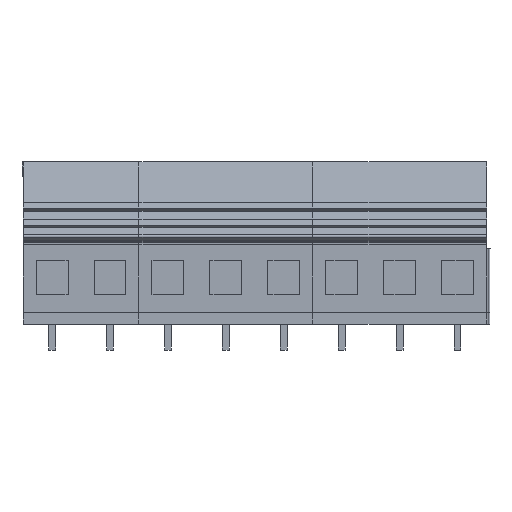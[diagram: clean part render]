
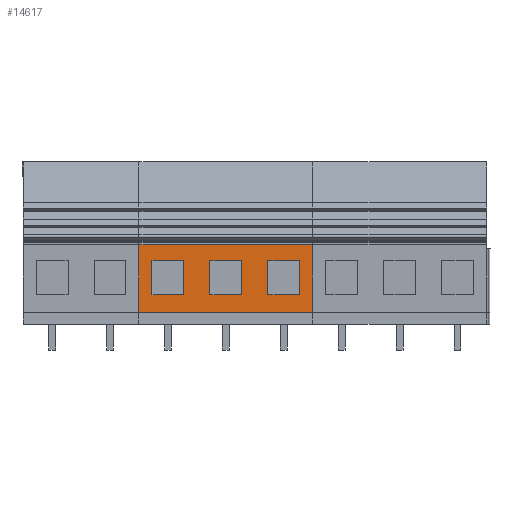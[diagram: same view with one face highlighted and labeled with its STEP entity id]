
A CAD part, front view. The second image highlights one B-rep face of the part: STEP entity #14617.
In plain terms, the highlighted planar face has unit normal (0, -1, 0).
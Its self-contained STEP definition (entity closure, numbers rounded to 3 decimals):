
#14502=AXIS2_PLACEMENT_3D('Plane Axis2P3D',#14499,#14500,#14501) ;
#13128=CARTESIAN_POINT('Vertex',(20.52,0.,6.6)) ;
#13131=CARTESIAN_POINT('Line Origine',(20.52,0.,12.55)) ;
#13135=CARTESIAN_POINT('Vertex',(20.52,0.,18.5)) ;
#13590=CARTESIAN_POINT('Vertex',(51.,0.,18.5)) ;
#13593=CARTESIAN_POINT('Line Origine',(51.,0.,12.55)) ;
#13597=CARTESIAN_POINT('Vertex',(51.,0.,6.6)) ;
#14323=CARTESIAN_POINT('Line Origine',(35.76,0.,6.6)) ;
#14499=CARTESIAN_POINT('Axis2P3D Location',(20.52,0.,6.6)) ;
#14504=CARTESIAN_POINT('Line Origine',(35.76,0.,18.5)) ;
#14515=CARTESIAN_POINT('Line Origine',(28.4,0.,12.7)) ;
#14519=CARTESIAN_POINT('Vertex',(28.4,0.,9.7)) ;
#14521=CARTESIAN_POINT('Vertex',(28.4,0.,15.7)) ;
#14524=CARTESIAN_POINT('Line Origine',(25.6,0.,9.7)) ;
#14528=CARTESIAN_POINT('Vertex',(22.8,0.,9.7)) ;
#14531=CARTESIAN_POINT('Line Origine',(22.8,0.,12.7)) ;
#14535=CARTESIAN_POINT('Vertex',(22.8,0.,15.7)) ;
#14538=CARTESIAN_POINT('Line Origine',(25.6,0.,15.7)) ;
#14549=CARTESIAN_POINT('Line Origine',(35.76,0.,15.7)) ;
#14553=CARTESIAN_POINT('Vertex',(38.56,0.,15.7)) ;
#14555=CARTESIAN_POINT('Vertex',(32.96,0.,15.7)) ;
#14558=CARTESIAN_POINT('Line Origine',(38.56,0.,12.7)) ;
#14562=CARTESIAN_POINT('Vertex',(38.56,0.,9.7)) ;
#14565=CARTESIAN_POINT('Line Origine',(35.76,0.,9.7)) ;
#14569=CARTESIAN_POINT('Vertex',(32.96,0.,9.7)) ;
#14572=CARTESIAN_POINT('Line Origine',(32.96,0.,12.7)) ;
#14583=CARTESIAN_POINT('Line Origine',(45.92,0.,15.7)) ;
#14587=CARTESIAN_POINT('Vertex',(48.72,0.,15.7)) ;
#14589=CARTESIAN_POINT('Vertex',(43.12,0.,15.7)) ;
#14592=CARTESIAN_POINT('Line Origine',(48.72,0.,12.7)) ;
#14596=CARTESIAN_POINT('Vertex',(48.72,0.,9.7)) ;
#14599=CARTESIAN_POINT('Line Origine',(45.92,0.,9.7)) ;
#14603=CARTESIAN_POINT('Vertex',(43.12,0.,9.7)) ;
#14606=CARTESIAN_POINT('Line Origine',(43.12,0.,12.7)) ;
#13132=DIRECTION('Vector Direction',(0.,0.,1.)) ;
#13594=DIRECTION('Vector Direction',(0.,0.,1.)) ;
#14324=DIRECTION('Vector Direction',(1.,0.,0.)) ;
#14500=DIRECTION('Axis2P3D Direction',(0.,1.,0.)) ;
#14501=DIRECTION('Axis2P3D XDirection',(0.,0.,1.)) ;
#14505=DIRECTION('Vector Direction',(1.,0.,0.)) ;
#14516=DIRECTION('Vector Direction',(0.,0.,-1.)) ;
#14525=DIRECTION('Vector Direction',(-1.,0.,0.)) ;
#14532=DIRECTION('Vector Direction',(0.,0.,-1.)) ;
#14539=DIRECTION('Vector Direction',(-1.,0.,0.)) ;
#14550=DIRECTION('Vector Direction',(-1.,0.,0.)) ;
#14559=DIRECTION('Vector Direction',(0.,0.,-1.)) ;
#14566=DIRECTION('Vector Direction',(-1.,0.,0.)) ;
#14573=DIRECTION('Vector Direction',(0.,0.,-1.)) ;
#14584=DIRECTION('Vector Direction',(-1.,0.,0.)) ;
#14593=DIRECTION('Vector Direction',(0.,0.,-1.)) ;
#14600=DIRECTION('Vector Direction',(-1.,0.,0.)) ;
#14607=DIRECTION('Vector Direction',(0.,0.,-1.)) ;
#13133=VECTOR('Line Direction',#13132,1.) ;
#13595=VECTOR('Line Direction',#13594,1.) ;
#14325=VECTOR('Line Direction',#14324,1.) ;
#14506=VECTOR('Line Direction',#14505,1.) ;
#14517=VECTOR('Line Direction',#14516,1.) ;
#14526=VECTOR('Line Direction',#14525,1.) ;
#14533=VECTOR('Line Direction',#14532,1.) ;
#14540=VECTOR('Line Direction',#14539,1.) ;
#14551=VECTOR('Line Direction',#14550,1.) ;
#14560=VECTOR('Line Direction',#14559,1.) ;
#14567=VECTOR('Line Direction',#14566,1.) ;
#14574=VECTOR('Line Direction',#14573,1.) ;
#14585=VECTOR('Line Direction',#14584,1.) ;
#14594=VECTOR('Line Direction',#14593,1.) ;
#14601=VECTOR('Line Direction',#14600,1.) ;
#14608=VECTOR('Line Direction',#14607,1.) ;
#14510=ORIENTED_EDGE('',*,*,#13599,.T.) ;
#14511=ORIENTED_EDGE('',*,*,#14508,.F.) ;
#14512=ORIENTED_EDGE('',*,*,#13137,.F.) ;
#14513=ORIENTED_EDGE('',*,*,#14327,.T.) ;
#14544=ORIENTED_EDGE('',*,*,#14523,.F.) ;
#14545=ORIENTED_EDGE('',*,*,#14530,.F.) ;
#14546=ORIENTED_EDGE('',*,*,#14537,.F.) ;
#14547=ORIENTED_EDGE('',*,*,#14542,.F.) ;
#14578=ORIENTED_EDGE('',*,*,#14557,.F.) ;
#14579=ORIENTED_EDGE('',*,*,#14564,.F.) ;
#14580=ORIENTED_EDGE('',*,*,#14571,.F.) ;
#14581=ORIENTED_EDGE('',*,*,#14576,.F.) ;
#14612=ORIENTED_EDGE('',*,*,#14591,.F.) ;
#14613=ORIENTED_EDGE('',*,*,#14598,.F.) ;
#14614=ORIENTED_EDGE('',*,*,#14605,.F.) ;
#14615=ORIENTED_EDGE('',*,*,#14610,.F.) ;
#14548=FACE_BOUND('',#14543,.T.) ;
#14582=FACE_BOUND('',#14577,.T.) ;
#14616=FACE_BOUND('',#14611,.T.) ;
#14617=ADVANCED_FACE('5 pole',(#14514,#14548,#14582,#14616),#14503,.F.) ;
#13137=EDGE_CURVE('',#13129,#13136,#13134,.T.) ;
#13599=EDGE_CURVE('',#13598,#13591,#13596,.T.) ;
#14327=EDGE_CURVE('',#13129,#13598,#14326,.T.) ;
#14508=EDGE_CURVE('',#13136,#13591,#14507,.T.) ;
#14523=EDGE_CURVE('',#14520,#14522,#14518,.F.) ;
#14530=EDGE_CURVE('',#14529,#14520,#14527,.F.) ;
#14537=EDGE_CURVE('',#14536,#14529,#14534,.T.) ;
#14542=EDGE_CURVE('',#14522,#14536,#14541,.T.) ;
#14557=EDGE_CURVE('',#14554,#14556,#14552,.T.) ;
#14564=EDGE_CURVE('',#14563,#14554,#14561,.F.) ;
#14571=EDGE_CURVE('',#14570,#14563,#14568,.F.) ;
#14576=EDGE_CURVE('',#14556,#14570,#14575,.T.) ;
#14591=EDGE_CURVE('',#14588,#14590,#14586,.T.) ;
#14598=EDGE_CURVE('',#14597,#14588,#14595,.F.) ;
#14605=EDGE_CURVE('',#14604,#14597,#14602,.F.) ;
#14610=EDGE_CURVE('',#14590,#14604,#14609,.T.) ;
#14509=EDGE_LOOP('',(#14510,#14511,#14512,#14513)) ;
#14543=EDGE_LOOP('',(#14544,#14545,#14546,#14547)) ;
#14577=EDGE_LOOP('',(#14578,#14579,#14580,#14581)) ;
#14611=EDGE_LOOP('',(#14612,#14613,#14614,#14615)) ;
#14514=FACE_OUTER_BOUND('',#14509,.T.) ;
#13134=LINE('Line',#13131,#13133) ;
#13596=LINE('Line',#13593,#13595) ;
#14326=LINE('Line',#14323,#14325) ;
#14507=LINE('Line',#14504,#14506) ;
#14518=LINE('Line',#14515,#14517) ;
#14527=LINE('Line',#14524,#14526) ;
#14534=LINE('Line',#14531,#14533) ;
#14541=LINE('Line',#14538,#14540) ;
#14552=LINE('Line',#14549,#14551) ;
#14561=LINE('Line',#14558,#14560) ;
#14568=LINE('Line',#14565,#14567) ;
#14575=LINE('Line',#14572,#14574) ;
#14586=LINE('Line',#14583,#14585) ;
#14595=LINE('Line',#14592,#14594) ;
#14602=LINE('Line',#14599,#14601) ;
#14609=LINE('Line',#14606,#14608) ;
#14503=PLANE('',#14502) ;
#13129=VERTEX_POINT('',#13128) ;
#13136=VERTEX_POINT('',#13135) ;
#13591=VERTEX_POINT('',#13590) ;
#13598=VERTEX_POINT('',#13597) ;
#14520=VERTEX_POINT('',#14519) ;
#14522=VERTEX_POINT('',#14521) ;
#14529=VERTEX_POINT('',#14528) ;
#14536=VERTEX_POINT('',#14535) ;
#14554=VERTEX_POINT('',#14553) ;
#14556=VERTEX_POINT('',#14555) ;
#14563=VERTEX_POINT('',#14562) ;
#14570=VERTEX_POINT('',#14569) ;
#14588=VERTEX_POINT('',#14587) ;
#14590=VERTEX_POINT('',#14589) ;
#14597=VERTEX_POINT('',#14596) ;
#14604=VERTEX_POINT('',#14603) ;
